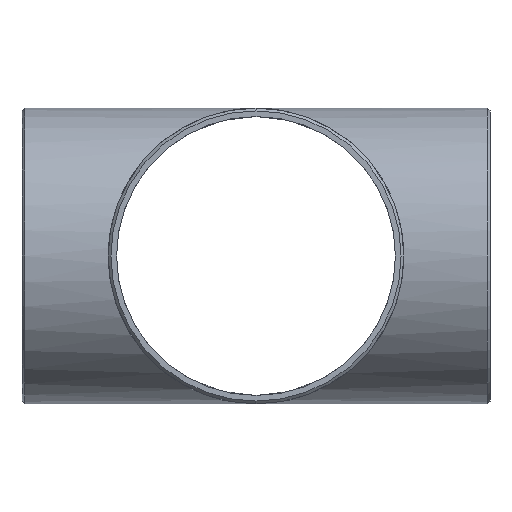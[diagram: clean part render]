
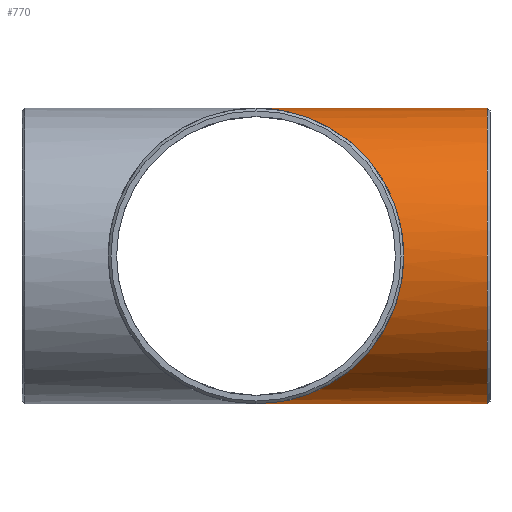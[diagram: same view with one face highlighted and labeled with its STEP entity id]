
A CAD part, left-side view. The second image highlights one B-rep face of the part: STEP entity #770.
In plain terms, the highlighted cylindrical face has radius 136.5 mm (diameter 273 mm), a partial arc.
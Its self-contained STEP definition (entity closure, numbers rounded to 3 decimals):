
#41 = FACE_OUTER_BOUND ( 'NONE', #634, .T. ) ;
#49 = CARTESIAN_POINT ( 'NONE',  ( 0., 0., 136.5 ) ) ;
#69 = AXIS2_PLACEMENT_3D ( 'NONE', #112, #532, #671 ) ;
#72 = CARTESIAN_POINT ( 'NONE',  ( 0., 0., -136.5 ) ) ;
#91 = EDGE_CURVE ( 'NONE', #110, #400, #710, .T. ) ;
#100 = CARTESIAN_POINT ( 'NONE',  ( 0., 0., 136.5 ) ) ;
#110 = VERTEX_POINT ( 'NONE', #764 ) ;
#112 = CARTESIAN_POINT ( 'NONE',  ( 0., -213.4, 0. ) ) ;
#116 = DIRECTION ( 'NONE',  ( 0., 1., 0. ) ) ;
#194 = VECTOR ( 'NONE', #783, 1000. ) ;
#255 = EDGE_CURVE ( 'NONE', #110, #308, #774, .T. ) ;
#262 = ORIENTED_EDGE ( 'NONE', *, *, #255, .T. ) ;
#307 = CARTESIAN_POINT ( 'NONE',  ( 0., -216., 136.5 ) ) ;
#308 = VERTEX_POINT ( 'NONE', #426 ) ;
#313 = LINE ( 'NONE', #307, #586 ) ;
#363 = CARTESIAN_POINT ( 'NONE',  ( -273., -273., -136.5 ) ) ;
#400 = VERTEX_POINT ( 'NONE', #72 ) ;
#404 = ORIENTED_EDGE ( 'NONE', *, *, #91, .F. ) ;
#416 = EDGE_CURVE ( 'NONE', #308, #644, #313, .T. ) ;
#426 = CARTESIAN_POINT ( 'NONE',  ( 0., -213.4, 136.5 ) ) ;
#442 = DIRECTION ( 'NONE',  ( 0., 1., 0. ) ) ;
#531 = DIRECTION ( 'NONE',  ( 0., 0., -1. ) ) ;
#532 = DIRECTION ( 'NONE',  ( 0., 1., 0. ) ) ;
#545 = CARTESIAN_POINT ( 'NONE',  ( 0., 0., -136.5 ) ) ;
#564 = AXIS2_PLACEMENT_3D ( 'NONE', #670, #116, #531 ) ;
#582 =( BOUNDED_CURVE ( )  B_SPLINE_CURVE ( 3, ( #545, #363, #655, #100 ),
 .UNSPECIFIED., .F., .T. ) 
 B_SPLINE_CURVE_WITH_KNOTS ( ( 4, 4 ),
 ( 4.712, 7.854 ),
 .UNSPECIFIED. ) 
 CURVE ( )  GEOMETRIC_REPRESENTATION_ITEM ( )  RATIONAL_B_SPLINE_CURVE ( ( 1., 0.333, 0.333, 1. ) ) 
 REPRESENTATION_ITEM ( '' )  );
#586 = VECTOR ( 'NONE', #442, 1000. ) ;
#634 = EDGE_LOOP ( 'NONE', ( #262, #692, #728, #404 ) ) ;
#644 = VERTEX_POINT ( 'NONE', #49 ) ;
#655 = CARTESIAN_POINT ( 'NONE',  ( -273., -273., 136.5 ) ) ;
#670 = CARTESIAN_POINT ( 'NONE',  ( 0., -216., 0. ) ) ;
#671 = DIRECTION ( 'NONE',  ( 0., 0., -1. ) ) ;
#692 = ORIENTED_EDGE ( 'NONE', *, *, #416, .T. ) ;
#700 = CARTESIAN_POINT ( 'NONE',  ( 0., -216., -136.5 ) ) ;
#710 = LINE ( 'NONE', #700, #194 ) ;
#728 = ORIENTED_EDGE ( 'NONE', *, *, #752, .F. ) ;
#736 = CYLINDRICAL_SURFACE ( 'NONE', #564, 136.5 ) ;
#752 = EDGE_CURVE ( 'NONE', #400, #644, #582, .T. ) ;
#764 = CARTESIAN_POINT ( 'NONE',  ( 0., -213.4, -136.5 ) ) ;
#770 = ADVANCED_FACE ( 'NONE', ( #41 ), #736, .T. ) ;
#774 = CIRCLE ( 'NONE', #69, 136.5 ) ;
#783 = DIRECTION ( 'NONE',  ( 0., 1., 0. ) ) ;
